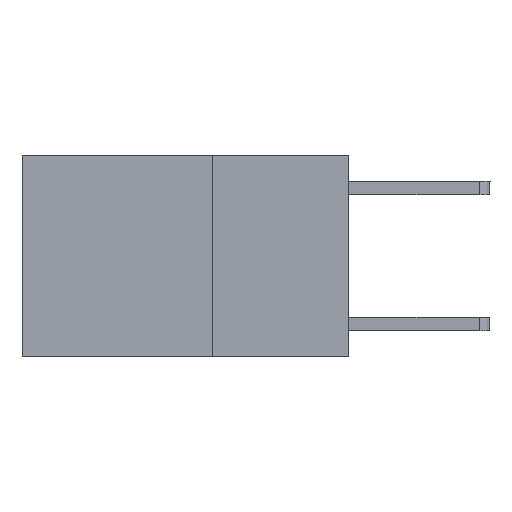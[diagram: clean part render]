
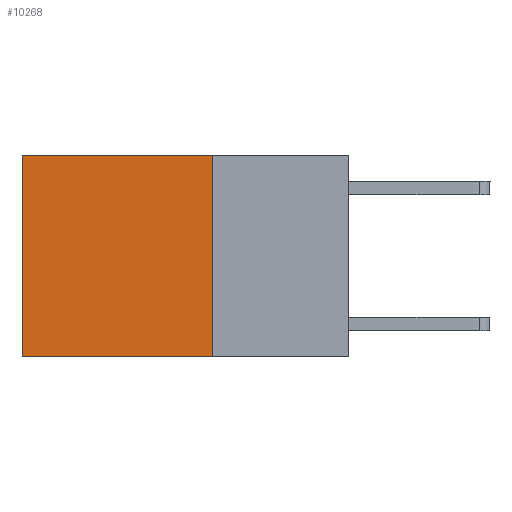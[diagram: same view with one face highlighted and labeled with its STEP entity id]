
A CAD part, left-side view. The second image highlights one B-rep face of the part: STEP entity #10268.
In plain terms, the highlighted planar face has unit normal (-1, 0, 0).
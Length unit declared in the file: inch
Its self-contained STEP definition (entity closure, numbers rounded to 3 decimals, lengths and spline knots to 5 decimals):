
#445 = EDGE_CURVE ( 'NONE', #9703, #6990, #3807, .T. ) ;
#824 = DIRECTION ( 'NONE',  ( 1., 0., 0. ) ) ;
#1156 = CARTESIAN_POINT ( 'NONE',  ( 0.2625, 0.6, -0.37 ) ) ;
#1200 = AXIS2_PLACEMENT_3D ( 'NONE', #9240, #824, #2437 ) ;
#1210 = DIRECTION ( 'NONE',  ( 0., 0., -1. ) ) ;
#1232 = LINE ( 'NONE', #8966, #1531 ) ;
#1459 = CARTESIAN_POINT ( 'NONE',  ( 0.2625, 0.25, -0.37 ) ) ;
#1531 = VECTOR ( 'NONE', #4779, 39.37008 ) ;
#1577 = ORIENTED_EDGE ( 'NONE', *, *, #4215, .T. ) ;
#2437 = DIRECTION ( 'NONE',  ( 0., 0., -1. ) ) ;
#2659 = ORIENTED_EDGE ( 'NONE', *, *, #9271, .F. ) ;
#3042 = VERTEX_POINT ( 'NONE', #8936 ) ;
#3591 = LINE ( 'NONE', #8768, #6547 ) ;
#3807 = LINE ( 'NONE', #3970, #6744 ) ;
#3970 = CARTESIAN_POINT ( 'NONE',  ( 0.2625, 0.25, -0.37 ) ) ;
#4215 = EDGE_CURVE ( 'NONE', #5792, #6990, #3591, .T. ) ;
#4779 = DIRECTION ( 'NONE',  ( 0., 1., 0. ) ) ;
#5618 = CARTESIAN_POINT ( 'NONE',  ( 0.2625, 0.25, 0. ) ) ;
#5697 = ORIENTED_EDGE ( 'NONE', *, *, #8480, .T. ) ;
#5781 = LINE ( 'NONE', #5618, #9504 ) ;
#5792 = VERTEX_POINT ( 'NONE', #10169 ) ;
#5863 = FACE_OUTER_BOUND ( 'NONE', #6197, .T. ) ;
#6197 = EDGE_LOOP ( 'NONE', ( #1577, #6689, #2659, #5697 ) ) ;
#6547 = VECTOR ( 'NONE', #1210, 39.37008 ) ;
#6689 = ORIENTED_EDGE ( 'NONE', *, *, #445, .F. ) ;
#6744 = VECTOR ( 'NONE', #10623, 39.37008 ) ;
#6990 = VERTEX_POINT ( 'NONE', #1156 ) ;
#8230 = PLANE ( 'NONE',  #1200 ) ;
#8480 = EDGE_CURVE ( 'NONE', #3042, #5792, #1232, .T. ) ;
#8768 = CARTESIAN_POINT ( 'NONE',  ( 0.2625, 0.6, 0. ) ) ;
#8936 = CARTESIAN_POINT ( 'NONE',  ( 0.2625, 0.25, 0. ) ) ;
#8966 = CARTESIAN_POINT ( 'NONE',  ( 0.2625, 0.25, 0. ) ) ;
#9158 = DIRECTION ( 'NONE',  ( 0., 0., -1. ) ) ;
#9240 = CARTESIAN_POINT ( 'NONE',  ( 0.2625, 0.25, 0. ) ) ;
#9271 = EDGE_CURVE ( 'NONE', #3042, #9703, #5781, .T. ) ;
#9504 = VECTOR ( 'NONE', #9158, 39.37008 ) ;
#9703 = VERTEX_POINT ( 'NONE', #1459 ) ;
#10169 = CARTESIAN_POINT ( 'NONE',  ( 0.2625, 0.6, 0. ) ) ;
#10268 = ADVANCED_FACE ( 'NONE', ( #5863 ), #8230, .F. ) ;
#10623 = DIRECTION ( 'NONE',  ( 0., 1., 0. ) ) ;
